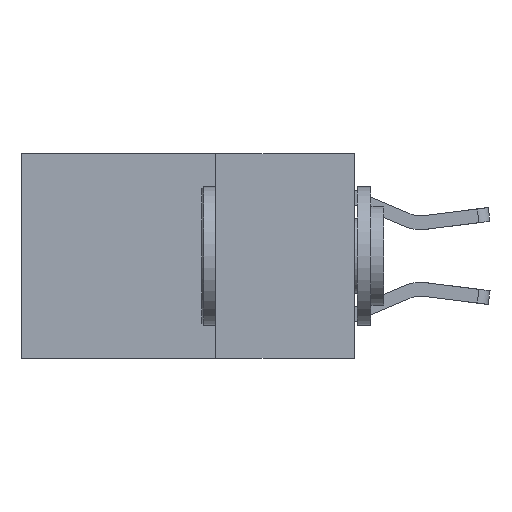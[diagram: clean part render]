
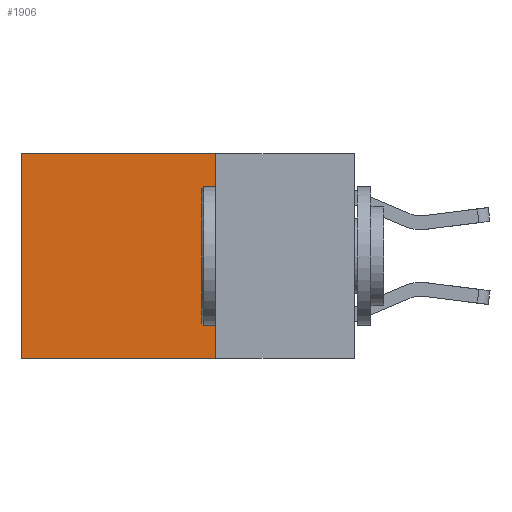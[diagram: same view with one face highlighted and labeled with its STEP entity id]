
A CAD part, left-side view. The second image highlights one B-rep face of the part: STEP entity #1906.
In plain terms, the highlighted planar face has unit normal (-1, 0, 0).
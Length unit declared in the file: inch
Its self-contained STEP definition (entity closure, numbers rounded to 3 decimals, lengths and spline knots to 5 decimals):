
#274 = DIRECTION ( 'NONE',  ( 0., 1., 0. ) ) ;
#379 = VECTOR ( 'NONE', #1691, 39.37008 ) ;
#1691 = DIRECTION ( 'NONE',  ( 0., 0., -1. ) ) ;
#1815 = VERTEX_POINT ( 'NONE', #6715 ) ;
#1906 = ADVANCED_FACE ( 'NONE', ( #9415 ), #4334, .F. ) ;
#3210 = LINE ( 'NONE', #9127, #7616 ) ;
#3318 = EDGE_CURVE ( 'NONE', #1815, #7100, #3821, .T. ) ;
#3821 = LINE ( 'NONE', #5695, #5915 ) ;
#4008 = LINE ( 'NONE', #4135, #9803 ) ;
#4135 = CARTESIAN_POINT ( 'NONE',  ( 0.2625, 0.25, 0. ) ) ;
#4155 = ORIENTED_EDGE ( 'NONE', *, *, #5753, .T. ) ;
#4334 = PLANE ( 'NONE',  #4344 ) ;
#4344 = AXIS2_PLACEMENT_3D ( 'NONE', #5712, #9181, #9479 ) ;
#4623 = VERTEX_POINT ( 'NONE', #10681 ) ;
#4691 = EDGE_CURVE ( 'NONE', #4623, #1815, #3210, .T. ) ;
#4781 = CARTESIAN_POINT ( 'NONE',  ( 0.2625, 0.6, -0.37 ) ) ;
#4913 = VERTEX_POINT ( 'NONE', #5904 ) ;
#5033 = DIRECTION ( 'NONE',  ( 0., 1., 0. ) ) ;
#5695 = CARTESIAN_POINT ( 'NONE',  ( 0.2625, 0.25, -0.37 ) ) ;
#5712 = CARTESIAN_POINT ( 'NONE',  ( 0.2625, 0.25, 0. ) ) ;
#5753 = EDGE_CURVE ( 'NONE', #4913, #7100, #7235, .T. ) ;
#5904 = CARTESIAN_POINT ( 'NONE',  ( 0.2625, 0.6, 0. ) ) ;
#5915 = VECTOR ( 'NONE', #274, 39.37008 ) ;
#6715 = CARTESIAN_POINT ( 'NONE',  ( 0.2625, 0.25, -0.37 ) ) ;
#7100 = VERTEX_POINT ( 'NONE', #4781 ) ;
#7235 = LINE ( 'NONE', #7845, #379 ) ;
#7371 = EDGE_LOOP ( 'NONE', ( #4155, #7728, #7779, #8383 ) ) ;
#7616 = VECTOR ( 'NONE', #9933, 39.37008 ) ;
#7728 = ORIENTED_EDGE ( 'NONE', *, *, #3318, .F. ) ;
#7779 = ORIENTED_EDGE ( 'NONE', *, *, #4691, .F. ) ;
#7845 = CARTESIAN_POINT ( 'NONE',  ( 0.2625, 0.6, 0. ) ) ;
#8094 = EDGE_CURVE ( 'NONE', #4623, #4913, #4008, .T. ) ;
#8383 = ORIENTED_EDGE ( 'NONE', *, *, #8094, .T. ) ;
#9127 = CARTESIAN_POINT ( 'NONE',  ( 0.2625, 0.25, 0. ) ) ;
#9181 = DIRECTION ( 'NONE',  ( 1., 0., 0. ) ) ;
#9415 = FACE_OUTER_BOUND ( 'NONE', #7371, .T. ) ;
#9479 = DIRECTION ( 'NONE',  ( 0., 0., -1. ) ) ;
#9803 = VECTOR ( 'NONE', #5033, 39.37008 ) ;
#9933 = DIRECTION ( 'NONE',  ( 0., 0., -1. ) ) ;
#10681 = CARTESIAN_POINT ( 'NONE',  ( 0.2625, 0.25, 0. ) ) ;
